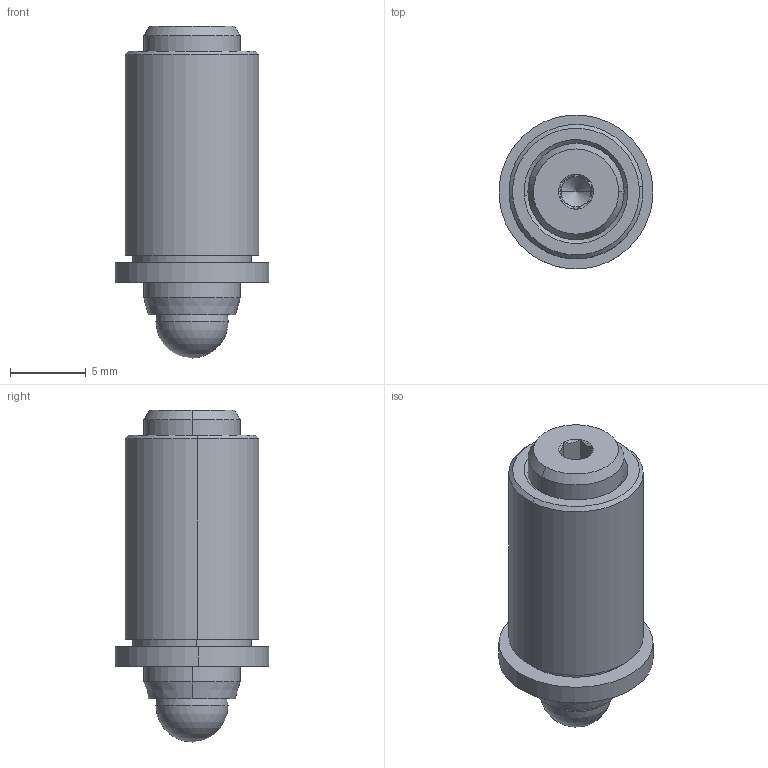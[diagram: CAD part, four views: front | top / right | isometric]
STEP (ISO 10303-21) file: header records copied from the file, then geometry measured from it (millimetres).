
FILE_DESCRIPTION (( 'STEP AP214' ), '1' );
FILE_NAME ('22538-E0W.STEP', '2019-06-25T13:07:19', ( '' ), ( '' ), 'SwSTEP 2.0', 'SolidWorks 2018', '' );
FILE_SCHEMA (( 'AUTOMOTIVE_DESIGN' ));
Length unit declared in the file: millimetre
Products named in the file (1): 22538-E0W
Bounding box: 10.13 x 10.13 x 21.89 mm (x, y, z)
Volume: 1080.3 mm3; surface area: 1401.3 mm2
Topology: 3 solids, 3 shells, 45 faces, 100 edges, 62 vertices
Faces by surface type: cone 16, plane 13, cylinder 12, sphere 4
Entity records: 1785 total; most frequent: CARTESIAN_POINT 240, DIRECTION 224, ORIENTED_EDGE 188, EDGE_CURVE 94, AXIS2_PLACEMENT_3D 92, VERTEX_POINT 60, EDGE_LOOP 52, UNCERTAINTY_MEASURE_WITH_UNIT 50
